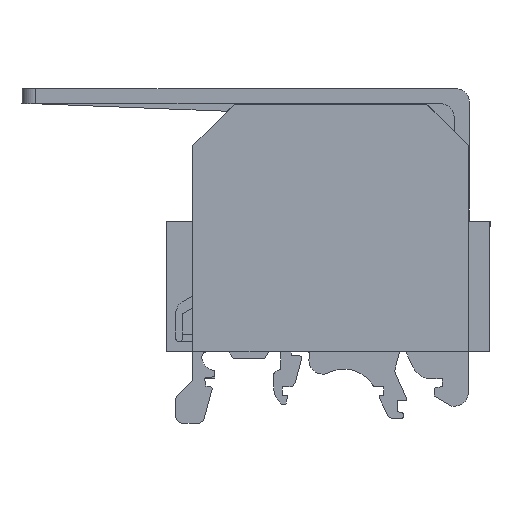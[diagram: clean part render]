
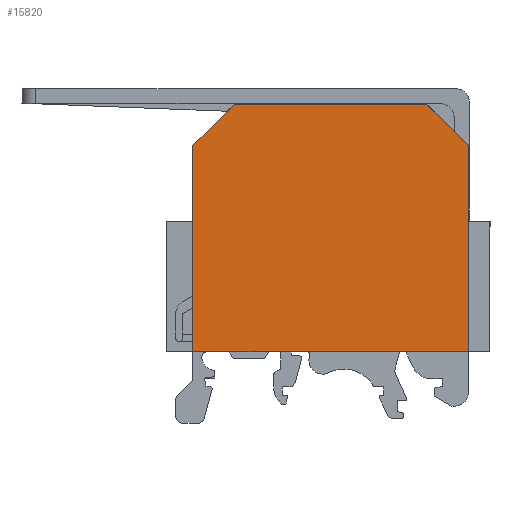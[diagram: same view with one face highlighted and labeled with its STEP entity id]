
A CAD part, front view. The second image highlights one B-rep face of the part: STEP entity #15820.
In plain terms, the highlighted planar face has unit normal (0, -1, 0).
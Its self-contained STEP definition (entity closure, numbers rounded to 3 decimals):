
#482=ORIENTED_EDGE('',*,*,#3866,.T.);
#483=ORIENTED_EDGE('',*,*,#3867,.T.);
#484=ORIENTED_EDGE('',*,*,#3868,.T.);
#485=ORIENTED_EDGE('',*,*,#3869,.T.);
#486=ORIENTED_EDGE('',*,*,#3870,.T.);
#487=ORIENTED_EDGE('',*,*,#3871,.T.);
#3866=EDGE_CURVE('',#5557,#5558,#6704,.T.);
#3867=EDGE_CURVE('',#5558,#5559,#6705,.T.);
#3868=EDGE_CURVE('',#5559,#5560,#6706,.T.);
#3869=EDGE_CURVE('',#5560,#5561,#6707,.T.);
#3870=EDGE_CURVE('',#5561,#5562,#6708,.T.);
#3871=EDGE_CURVE('',#5562,#5557,#6709,.T.);
#5557=VERTEX_POINT('',#20657);
#5558=VERTEX_POINT('',#20658);
#5559=VERTEX_POINT('',#20660);
#5560=VERTEX_POINT('',#20662);
#5561=VERTEX_POINT('',#20664);
#5562=VERTEX_POINT('',#20666);
#6704=LINE('',#20656,#8152);
#6705=LINE('',#20659,#8153);
#6706=LINE('',#20661,#8154);
#6707=LINE('',#20663,#8155);
#6708=LINE('',#20665,#8156);
#6709=LINE('',#20667,#8157);
#8152=VECTOR('',#17426,1000.);
#8153=VECTOR('',#17427,1000.);
#8154=VECTOR('',#17428,1000.);
#8155=VECTOR('',#17429,1000.);
#8156=VECTOR('',#17430,1000.);
#8157=VECTOR('',#17431,1000.);
#9542=EDGE_LOOP('',(#482,#483,#484,#485,#486,#487));
#10248=FACE_BOUND('',#9542,.T.);
#10950=PLANE('',#16454);
#15820=ADVANCED_FACE('',(#10248),#10950,.F.);
#16454=AXIS2_PLACEMENT_3D('',#20655,#17424,#17425);
#17424=DIRECTION('',(0.,1.,0.));
#17425=DIRECTION('',(-1.,0.,0.));
#17426=DIRECTION('',(-0.707,0.,-0.707));
#17427=DIRECTION('',(0.,0.,-1.));
#17428=DIRECTION('',(1.,0.,0.));
#17429=DIRECTION('',(0.,0.,1.));
#17430=DIRECTION('',(-0.707,0.,0.707));
#17431=DIRECTION('',(-1.,0.,0.));
#20655=CARTESIAN_POINT('',(-0.001,-57.335,-48.319));
#20656=CARTESIAN_POINT('',(-20.001,-57.335,-68.319));
#20657=CARTESIAN_POINT('',(-14.001,-57.335,-62.319));
#20658=CARTESIAN_POINT('',(-20.001,-57.335,-68.319));
#20659=CARTESIAN_POINT('',(-20.001,-57.335,-68.319));
#20660=CARTESIAN_POINT('',(-20.001,-57.335,-98.319));
#20661=CARTESIAN_POINT('',(-20.001,-57.335,-98.319));
#20662=CARTESIAN_POINT('',(19.999,-57.335,-98.319));
#20663=CARTESIAN_POINT('',(19.999,-57.335,-98.319));
#20664=CARTESIAN_POINT('',(19.999,-57.335,-68.319));
#20665=CARTESIAN_POINT('',(13.999,-57.335,-62.319));
#20666=CARTESIAN_POINT('',(13.999,-57.335,-62.319));
#20667=CARTESIAN_POINT('',(13.999,-57.335,-62.319));
